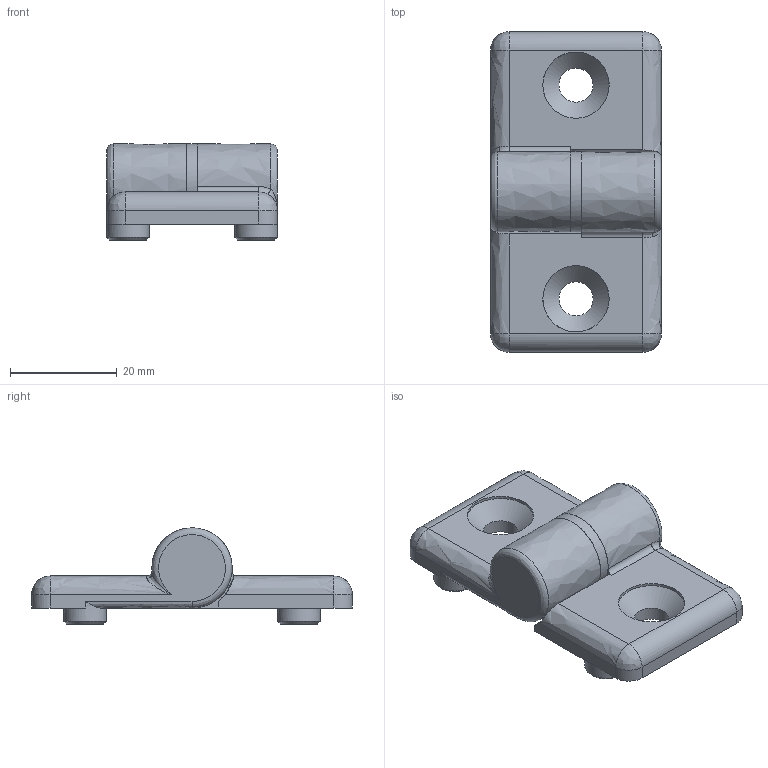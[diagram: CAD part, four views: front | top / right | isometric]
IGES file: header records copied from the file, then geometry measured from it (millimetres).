
Global section: file name: SZ0770S_A; native system: Autodesk Inventor 2015; preprocessor: unknown; author: Behrens; date: 20151120.131824; units: millimetre
Bounding box: 32 x 60 x 18 mm (x, y, z)
Volume: 13604.7 mm3; surface area: 7886.9 mm2
Topology: 4 solids, 4 shells, 84 faces, 202 edges, 124 vertices
Faces by surface type: bspline 84
